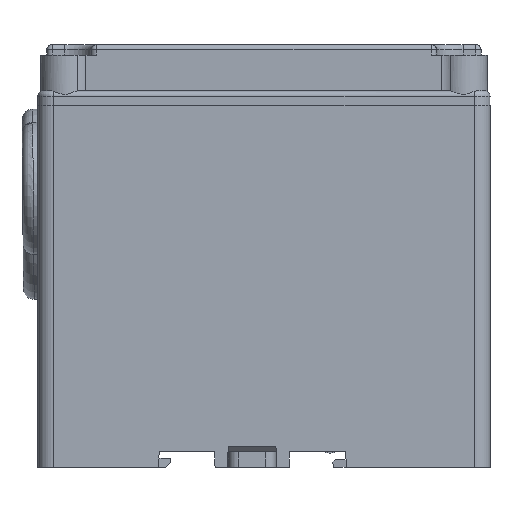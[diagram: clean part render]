
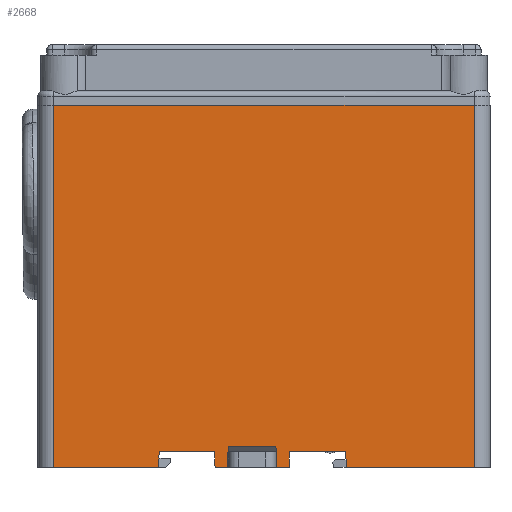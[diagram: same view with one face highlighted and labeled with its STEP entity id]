
A CAD part, left-side view. The second image highlights one B-rep face of the part: STEP entity #2668.
In plain terms, the highlighted planar face has unit normal (-1, 0, 0).
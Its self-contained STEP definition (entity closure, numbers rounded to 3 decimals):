
#964=FACE_OUTER_BOUND('',#14660,.T.);
#2668=ADVANCED_FACE('',(#964),#4536,.T.);
#4536=PLANE('',#36641);
#6568=LINE('',#83660,#10326);
#6570=LINE('',#83664,#10328);
#6572=LINE('',#83668,#10330);
#6574=LINE('',#83672,#10332);
#6577=LINE('',#83678,#10335);
#6581=LINE('',#83685,#10339);
#6583=LINE('',#83689,#10341);
#6585=LINE('',#83693,#10343);
#6592=LINE('',#83704,#10350);
#6593=LINE('',#83705,#10351);
#6595=LINE('',#83709,#10353);
#6598=LINE('',#83719,#10356);
#6601=LINE('',#83733,#10359);
#6606=LINE('',#83749,#10364);
#6607=LINE('',#83750,#10365);
#6608=LINE('',#83751,#10366);
#10326=VECTOR('',#40796,1.);
#10328=VECTOR('',#40800,1.);
#10330=VECTOR('',#40804,1.);
#10332=VECTOR('',#40808,1.);
#10335=VECTOR('',#40813,1.);
#10339=VECTOR('',#40819,1.);
#10341=VECTOR('',#40823,1.);
#10343=VECTOR('',#40827,1.);
#10350=VECTOR('',#40836,1.);
#10351=VECTOR('',#40837,1.);
#10353=VECTOR('',#40841,1.);
#10356=VECTOR('',#40852,1.);
#10359=VECTOR('',#40863,1.);
#10364=VECTOR('',#40880,1.);
#10365=VECTOR('',#40881,1.);
#10366=VECTOR('',#40882,1.);
#14660=EDGE_LOOP('',(#18695,#18696,#18697,#18698,#18699,#18700,#18701,#18702,
#18703,#18704,#18705,#18706,#18707,#18708,#18709,#18710));
#18695=ORIENTED_EDGE('',*,*,#31376,.T.);
#18696=ORIENTED_EDGE('',*,*,#31384,.T.);
#18697=ORIENTED_EDGE('',*,*,#31370,.T.);
#18698=ORIENTED_EDGE('',*,*,#31385,.F.);
#18699=ORIENTED_EDGE('',*,*,#31365,.T.);
#18700=ORIENTED_EDGE('',*,*,#31363,.F.);
#18701=ORIENTED_EDGE('',*,*,#31355,.F.);
#18702=ORIENTED_EDGE('',*,*,#31353,.T.);
#18703=ORIENTED_EDGE('',*,*,#31351,.T.);
#18704=ORIENTED_EDGE('',*,*,#31347,.T.);
#18705=ORIENTED_EDGE('',*,*,#31344,.T.);
#18706=ORIENTED_EDGE('',*,*,#31342,.F.);
#18707=ORIENTED_EDGE('',*,*,#31340,.F.);
#18708=ORIENTED_EDGE('',*,*,#31362,.F.);
#18709=ORIENTED_EDGE('',*,*,#31338,.T.);
#18710=ORIENTED_EDGE('',*,*,#31386,.F.);
#27718=VERTEX_POINT('',#83652);
#27721=VERTEX_POINT('',#83659);
#27722=VERTEX_POINT('',#83663);
#27723=VERTEX_POINT('',#83665);
#27724=VERTEX_POINT('',#83669);
#27725=VERTEX_POINT('',#83673);
#27727=VERTEX_POINT('',#83679);
#27729=VERTEX_POINT('',#83686);
#27730=VERTEX_POINT('',#83690);
#27731=VERTEX_POINT('',#83694);
#27732=VERTEX_POINT('',#83698);
#27735=VERTEX_POINT('',#83710);
#27738=VERTEX_POINT('',#83720);
#27739=VERTEX_POINT('',#83721);
#27744=VERTEX_POINT('',#83732);
#27745=VERTEX_POINT('',#83734);
#31338=EDGE_CURVE('',#27718,#27721,#6568,.T.);
#31340=EDGE_CURVE('',#27722,#27723,#6570,.T.);
#31342=EDGE_CURVE('',#27723,#27724,#6572,.T.);
#31344=EDGE_CURVE('',#27725,#27724,#6574,.T.);
#31347=EDGE_CURVE('',#27727,#27725,#6577,.T.);
#31351=EDGE_CURVE('',#27729,#27727,#6581,.T.);
#31353=EDGE_CURVE('',#27730,#27729,#6583,.T.);
#31355=EDGE_CURVE('',#27730,#27731,#6585,.T.);
#31362=EDGE_CURVE('',#27718,#27722,#6592,.T.);
#31363=EDGE_CURVE('',#27731,#27732,#6593,.T.);
#31365=EDGE_CURVE('',#27735,#27732,#6595,.T.);
#31370=EDGE_CURVE('',#27738,#27739,#6598,.T.);
#31376=EDGE_CURVE('',#27745,#27744,#6601,.T.);
#31384=EDGE_CURVE('',#27744,#27738,#6606,.T.);
#31385=EDGE_CURVE('',#27735,#27739,#6607,.T.);
#31386=EDGE_CURVE('',#27745,#27721,#6608,.T.);
#36641=AXIS2_PLACEMENT_3D('',#83752,#40883,#40884);
#40796=DIRECTION('',(0.,-0.017,-1.));
#40800=DIRECTION('',(0.,0.035,-0.999));
#40804=DIRECTION('',(0.,1.,0.));
#40808=DIRECTION('',(0.,-0.035,-0.999));
#40813=DIRECTION('',(0.,-1.,0.));
#40819=DIRECTION('',(0.,-0.035,0.999));
#40823=DIRECTION('',(0.,-1.,0.));
#40827=DIRECTION('',(0.,0.035,0.999));
#40836=DIRECTION('',(0.,1.,0.));
#40837=DIRECTION('',(0.,1.,0.));
#40841=DIRECTION('',(0.,-0.017,1.));
#40852=DIRECTION('',(0.,0.,-1.));
#40863=DIRECTION('',(0.,0.,1.));
#40880=DIRECTION('',(0.,1.,0.));
#40881=DIRECTION('',(0.,1.,0.));
#40882=DIRECTION('',(0.,1.,0.));
#40883=DIRECTION('',(-1.,0.,0.));
#40884=DIRECTION('',(0.,0.,-1.));
#83652=CARTESIAN_POINT('',(471.498,-11.916,-68.));
#83659=CARTESIAN_POINT('',(471.498,-11.968,-71.));
#83660=CARTESIAN_POINT('',(471.498,-10.768,-2.241));
#83663=CARTESIAN_POINT('',(471.498,-1.28,-68.));
#83664=CARTESIAN_POINT('',(471.498,-1.175,-71.));
#83665=CARTESIAN_POINT('',(471.498,-1.175,-71.));
#83668=CARTESIAN_POINT('',(471.498,4.086,-71.));
#83669=CARTESIAN_POINT('',(471.498,1.17,-71.));
#83672=CARTESIAN_POINT('',(471.498,1.275,-68.));
#83673=CARTESIAN_POINT('',(471.498,1.31,-67.));
#83678=CARTESIAN_POINT('',(471.498,4.086,-67.));
#83679=CARTESIAN_POINT('',(471.498,10.34,-67.));
#83685=CARTESIAN_POINT('',(471.498,10.375,-68.));
#83686=CARTESIAN_POINT('',(471.498,10.48,-71.));
#83689=CARTESIAN_POINT('',(471.498,5.825,-71.));
#83690=CARTESIAN_POINT('',(471.498,12.825,-71.));
#83693=CARTESIAN_POINT('',(471.498,12.825,-71.));
#83694=CARTESIAN_POINT('',(471.498,12.93,-68.));
#83698=CARTESIAN_POINT('',(471.498,23.416,-68.));
#83704=CARTESIAN_POINT('',(471.498,-0.427,-68.));
#83705=CARTESIAN_POINT('',(471.498,-0.427,-68.));
#83709=CARTESIAN_POINT('',(471.498,23.416,-68.));
#83710=CARTESIAN_POINT('',(471.498,23.468,-71.));
#83719=CARTESIAN_POINT('',(471.498,43.345,-2.5));
#83720=CARTESIAN_POINT('',(471.498,43.345,-2.5));
#83721=CARTESIAN_POINT('',(471.498,43.345,-71.));
#83732=CARTESIAN_POINT('',(471.498,-36.173,-2.5));
#83733=CARTESIAN_POINT('',(471.498,-36.173,-2.5));
#83734=CARTESIAN_POINT('',(471.498,-36.173,-71.));
#83749=CARTESIAN_POINT('',(471.498,4.086,-2.5));
#83750=CARTESIAN_POINT('',(471.498,4.086,-71.));
#83751=CARTESIAN_POINT('',(471.498,38.887,-71.));
#83752=CARTESIAN_POINT('',(471.498,4.086,-2.5));
